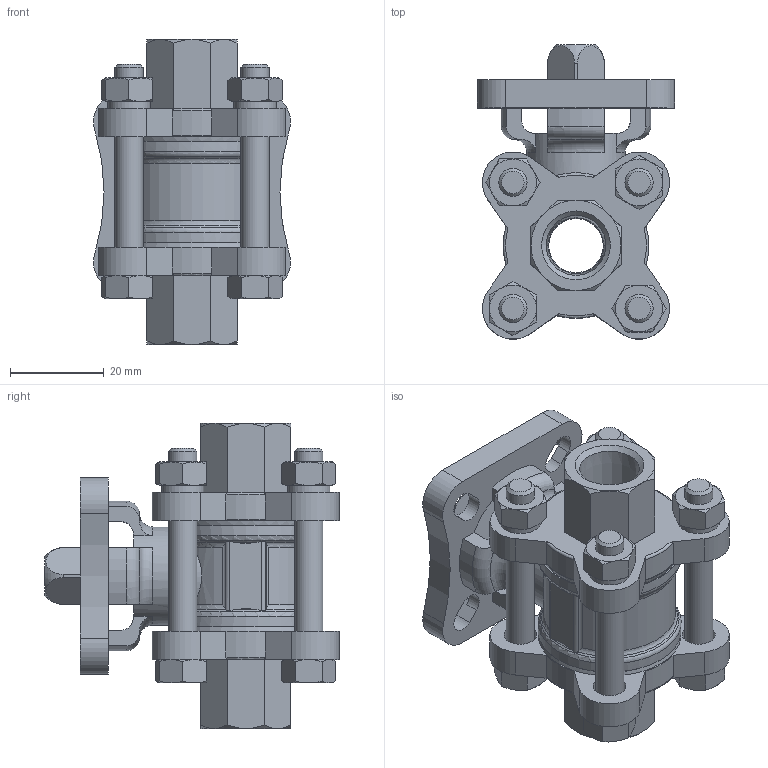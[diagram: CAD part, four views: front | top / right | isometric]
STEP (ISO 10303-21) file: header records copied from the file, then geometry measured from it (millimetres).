
FILE_DESCRIPTION(/* description */ ('STEP AP214'),/* implementation_level */ '2;1');
FILE_NAME(/* name */ '4836917_VZBE-1_4-T-63-T-2-F0304-V15V15',/* time_stamp */ '2024-09-18T01:35:25+02:00',/* author */ ('License CC BY-ND 4.0'),/* organization */ ('CADENAS'),/* preprocessor_version */ 'ST-DEVELOPER v19.3',/* originating_system */ 'PARTsolutions',/* authorisation */ ' ');
FILE_SCHEMA (('AUTOMOTIVE_DESIGN {1 0 10303 214 3 1 1}'));
Length unit declared in the file: millimetre
Products named in the file (1): 4836917 VZBE-1/4-T-63-T-2-F0304-V15V15
Bounding box: 41.99 x 62.71 x 65 mm (x, y, z)
Volume: 49550.6 mm3; surface area: 23031.9 mm2
Topology: 1 solids, 1 shells, 440 faces, 1105 edges, 692 vertices
Faces by surface type: plane 187, cone 127, cylinder 89, torus 37
Full cylindrical faces by diameter (mm): 6 x8, 7 x8, 9 x4, 11.6 x1, 21 x1, 26 x1, 30.5 x2
Entity records: 13259 total; most frequent: CARTESIAN_POINT 3290, ORIENTED_EDGE 2106, DIRECTION 1937, EDGE_CURVE 1053, AXIS2_PLACEMENT_3D 781, VERTEX_POINT 680, EDGE_LOOP 535, FACE_BOUND 535
